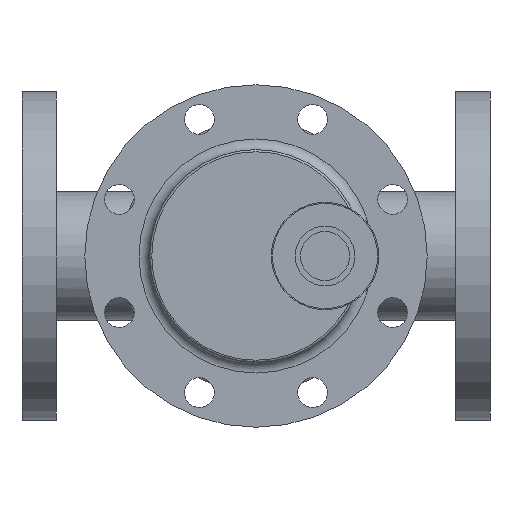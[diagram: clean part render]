
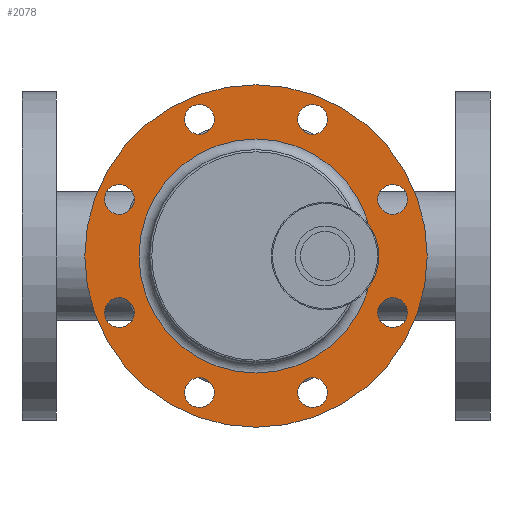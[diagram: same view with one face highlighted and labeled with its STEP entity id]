
A CAD part, left-side view. The second image highlights one B-rep face of the part: STEP entity #2078.
In plain terms, the highlighted planar face has unit normal (-1, 0, 0).
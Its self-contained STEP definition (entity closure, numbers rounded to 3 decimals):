
#284=FACE_BOUND('',#665,.T.);
#285=FACE_BOUND('',#666,.T.);
#286=FACE_BOUND('',#667,.T.);
#287=FACE_BOUND('',#668,.T.);
#288=FACE_BOUND('',#669,.T.);
#289=FACE_BOUND('',#670,.T.);
#290=FACE_BOUND('',#671,.T.);
#291=FACE_BOUND('',#672,.T.);
#292=FACE_BOUND('',#673,.T.);
#372=PLANE('',#2409);
#490=FACE_OUTER_BOUND('',#664,.T.);
#664=EDGE_LOOP('',(#1841));
#665=EDGE_LOOP('',(#1842));
#666=EDGE_LOOP('',(#1843));
#667=EDGE_LOOP('',(#1844));
#668=EDGE_LOOP('',(#1845));
#669=EDGE_LOOP('',(#1846));
#670=EDGE_LOOP('',(#1847));
#671=EDGE_LOOP('',(#1848));
#672=EDGE_LOOP('',(#1849));
#673=EDGE_LOOP('',(#1850));
#806=CIRCLE('',#2212,7.);
#810=CIRCLE('',#2218,7.);
#814=CIRCLE('',#2224,7.);
#818=CIRCLE('',#2230,7.);
#822=CIRCLE('',#2236,7.);
#826=CIRCLE('',#2242,7.);
#830=CIRCLE('',#2248,7.);
#834=CIRCLE('',#2254,7.);
#924=CIRCLE('',#2408,80.5);
#925=CIRCLE('',#2410,55.);
#1000=VERTEX_POINT('',#3337);
#1004=VERTEX_POINT('',#3349);
#1008=VERTEX_POINT('',#3361);
#1012=VERTEX_POINT('',#3373);
#1016=VERTEX_POINT('',#3385);
#1020=VERTEX_POINT('',#3397);
#1024=VERTEX_POINT('',#3409);
#1028=VERTEX_POINT('',#3421);
#1110=VERTEX_POINT('',#3953);
#1111=VERTEX_POINT('',#3957);
#1213=EDGE_CURVE('',#1000,#1000,#806,.T.);
#1219=EDGE_CURVE('',#1004,#1004,#810,.T.);
#1225=EDGE_CURVE('',#1008,#1008,#814,.T.);
#1231=EDGE_CURVE('',#1012,#1012,#818,.T.);
#1237=EDGE_CURVE('',#1016,#1016,#822,.T.);
#1243=EDGE_CURVE('',#1020,#1020,#826,.T.);
#1249=EDGE_CURVE('',#1024,#1024,#830,.T.);
#1255=EDGE_CURVE('',#1028,#1028,#834,.T.);
#1376=EDGE_CURVE('',#1110,#1110,#924,.T.);
#1378=EDGE_CURVE('',#1111,#1111,#925,.T.);
#1841=ORIENTED_EDGE('',*,*,#1376,.T.);
#1842=ORIENTED_EDGE('',*,*,#1213,.T.);
#1843=ORIENTED_EDGE('',*,*,#1219,.T.);
#1844=ORIENTED_EDGE('',*,*,#1225,.T.);
#1845=ORIENTED_EDGE('',*,*,#1231,.T.);
#1846=ORIENTED_EDGE('',*,*,#1237,.T.);
#1847=ORIENTED_EDGE('',*,*,#1243,.T.);
#1848=ORIENTED_EDGE('',*,*,#1249,.T.);
#1849=ORIENTED_EDGE('',*,*,#1255,.T.);
#1850=ORIENTED_EDGE('',*,*,#1378,.F.);
#2078=ADVANCED_FACE('',(#490,#284,#285,#286,#287,#288,#289,#290,#291,#292),
#372,.T.);
#2212=AXIS2_PLACEMENT_3D('',#3338,#2658,#2659);
#2218=AXIS2_PLACEMENT_3D('',#3350,#2672,#2673);
#2224=AXIS2_PLACEMENT_3D('',#3362,#2686,#2687);
#2230=AXIS2_PLACEMENT_3D('',#3374,#2700,#2701);
#2236=AXIS2_PLACEMENT_3D('',#3386,#2714,#2715);
#2242=AXIS2_PLACEMENT_3D('',#3398,#2728,#2729);
#2248=AXIS2_PLACEMENT_3D('',#3410,#2742,#2743);
#2254=AXIS2_PLACEMENT_3D('',#3422,#2756,#2757);
#2408=AXIS2_PLACEMENT_3D('',#3954,#3086,#3087);
#2409=AXIS2_PLACEMENT_3D('',#3956,#3089,#3090);
#2410=AXIS2_PLACEMENT_3D('',#3958,#3091,#3092);
#2658=DIRECTION('center_axis',(1.,0.,0.));
#2659=DIRECTION('ref_axis',(0.,0.,1.));
#2672=DIRECTION('center_axis',(1.,0.,0.));
#2673=DIRECTION('ref_axis',(0.,0.,1.));
#2686=DIRECTION('center_axis',(1.,0.,0.));
#2687=DIRECTION('ref_axis',(0.,0.,1.));
#2700=DIRECTION('center_axis',(1.,0.,0.));
#2701=DIRECTION('ref_axis',(0.,0.,1.));
#2714=DIRECTION('center_axis',(1.,0.,0.));
#2715=DIRECTION('ref_axis',(0.,0.,1.));
#2728=DIRECTION('center_axis',(1.,0.,0.));
#2729=DIRECTION('ref_axis',(0.,0.,1.));
#2742=DIRECTION('center_axis',(1.,0.,0.));
#2743=DIRECTION('ref_axis',(0.,0.,1.));
#2756=DIRECTION('center_axis',(1.,0.,0.));
#2757=DIRECTION('ref_axis',(0.,0.,1.));
#3086=DIRECTION('center_axis',(-1.,0.,0.));
#3087=DIRECTION('ref_axis',(0.,0.,1.));
#3089=DIRECTION('center_axis',(-1.,0.,0.));
#3090=DIRECTION('ref_axis',(0.,0.,1.));
#3091=DIRECTION('center_axis',(-1.,0.,0.));
#3092=DIRECTION('ref_axis',(0.,0.,1.));
#3337=CARTESIAN_POINT('',(-1021.,-64.214,-33.598));
#3338=CARTESIAN_POINT('Origin',(-1021.,-64.214,-26.598));
#3349=CARTESIAN_POINT('',(-1021.,-26.598,57.214));
#3350=CARTESIAN_POINT('Origin',(-1021.,-26.598,64.214));
#3361=CARTESIAN_POINT('',(-1021.,26.598,-71.214));
#3362=CARTESIAN_POINT('Origin',(-1021.,26.598,-64.214));
#3373=CARTESIAN_POINT('',(-1021.,26.598,57.214));
#3374=CARTESIAN_POINT('Origin',(-1021.,26.598,64.214));
#3385=CARTESIAN_POINT('',(-1021.,-26.598,-71.214));
#3386=CARTESIAN_POINT('Origin',(-1021.,-26.598,-64.214));
#3397=CARTESIAN_POINT('',(-1021.,-64.214,19.598));
#3398=CARTESIAN_POINT('Origin',(-1021.,-64.214,26.598));
#3409=CARTESIAN_POINT('',(-1021.,64.214,-33.598));
#3410=CARTESIAN_POINT('Origin',(-1021.,64.214,-26.598));
#3421=CARTESIAN_POINT('',(-1021.,64.214,19.598));
#3422=CARTESIAN_POINT('Origin',(-1021.,64.214,26.598));
#3953=CARTESIAN_POINT('',(-1021.,-80.5,0.));
#3954=CARTESIAN_POINT('Origin',(-1021.,0.,0.));
#3956=CARTESIAN_POINT('Origin',(-1021.,55.,0.));
#3957=CARTESIAN_POINT('',(-1021.,0.,-55.));
#3958=CARTESIAN_POINT('Origin',(-1021.,0.,0.));
